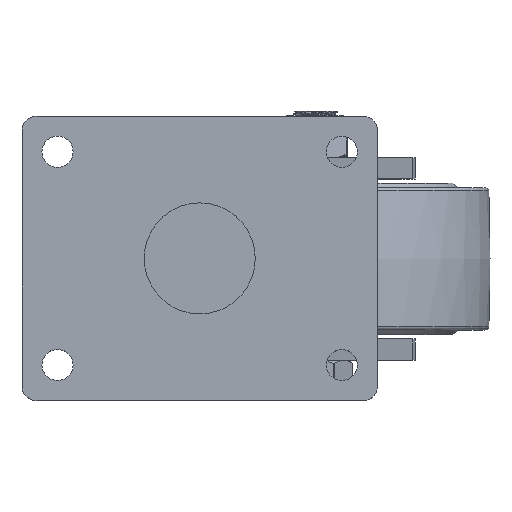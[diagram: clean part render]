
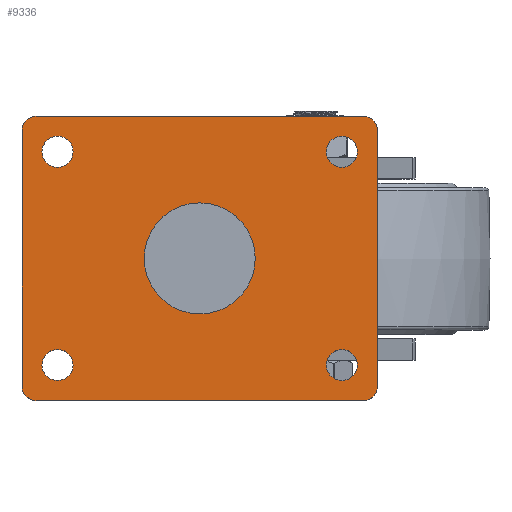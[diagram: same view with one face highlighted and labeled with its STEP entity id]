
A CAD part, top view. The second image highlights one B-rep face of the part: STEP entity #9336.
In plain terms, the highlighted planar face has unit normal (0, 0, 1).
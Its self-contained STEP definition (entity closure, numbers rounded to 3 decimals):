
#426=FACE_BOUND('',#1998,.T.);
#427=FACE_BOUND('',#1999,.T.);
#428=FACE_BOUND('',#2000,.T.);
#429=FACE_BOUND('',#2001,.T.);
#430=FACE_BOUND('',#2002,.T.);
#500=PLANE('',#10132);
#788=CIRCLE('',#10088,8.75);
#790=CIRCLE('',#10091,8.75);
#792=CIRCLE('',#10094,8.75);
#794=CIRCLE('',#10097,8.75);
#807=CIRCLE('',#10115,31.25);
#811=CIRCLE('',#10133,8.);
#812=CIRCLE('',#10134,8.);
#813=CIRCLE('',#10135,8.);
#814=CIRCLE('',#10136,8.);
#1416=FACE_OUTER_BOUND('',#1997,.T.);
#1997=EDGE_LOOP('',(#6493,#6494,#6495,#6496,#6497,#6498,#6499,#6500));
#1998=EDGE_LOOP('',(#6501));
#1999=EDGE_LOOP('',(#6502));
#2000=EDGE_LOOP('',(#6503));
#2001=EDGE_LOOP('',(#6504));
#2002=EDGE_LOOP('',(#6505));
#2998=LINE('',#22170,#3442);
#2999=LINE('',#22174,#3443);
#3000=LINE('',#22178,#3444);
#3001=LINE('',#22181,#3445);
#3442=VECTOR('',#11402,1000.);
#3443=VECTOR('',#11405,1000.);
#3444=VECTOR('',#11408,1000.);
#3445=VECTOR('',#11411,1000.);
#3888=VERTEX_POINT('',#15969);
#3890=VERTEX_POINT('',#15975);
#3892=VERTEX_POINT('',#15981);
#3894=VERTEX_POINT('',#15987);
#3906=VERTEX_POINT('',#16021);
#3964=VERTEX_POINT('',#22166);
#3965=VERTEX_POINT('',#22167);
#3966=VERTEX_POINT('',#22169);
#3967=VERTEX_POINT('',#22171);
#3968=VERTEX_POINT('',#22173);
#3969=VERTEX_POINT('',#22175);
#3970=VERTEX_POINT('',#22177);
#3971=VERTEX_POINT('',#22179);
#4809=EDGE_CURVE('',#3888,#3888,#788,.F.);
#4812=EDGE_CURVE('',#3890,#3890,#790,.F.);
#4815=EDGE_CURVE('',#3892,#3892,#792,.F.);
#4818=EDGE_CURVE('',#3894,#3894,#794,.F.);
#4836=EDGE_CURVE('',#3906,#3906,#807,.T.);
#4931=EDGE_CURVE('',#3964,#3965,#811,.T.);
#4932=EDGE_CURVE('',#3966,#3964,#2998,.T.);
#4933=EDGE_CURVE('',#3967,#3966,#812,.T.);
#4934=EDGE_CURVE('',#3968,#3967,#2999,.T.);
#4935=EDGE_CURVE('',#3969,#3968,#813,.T.);
#4936=EDGE_CURVE('',#3970,#3969,#3000,.T.);
#4937=EDGE_CURVE('',#3971,#3970,#814,.T.);
#4938=EDGE_CURVE('',#3965,#3971,#3001,.T.);
#6493=ORIENTED_EDGE('',*,*,#4931,.F.);
#6494=ORIENTED_EDGE('',*,*,#4932,.F.);
#6495=ORIENTED_EDGE('',*,*,#4933,.F.);
#6496=ORIENTED_EDGE('',*,*,#4934,.F.);
#6497=ORIENTED_EDGE('',*,*,#4935,.F.);
#6498=ORIENTED_EDGE('',*,*,#4936,.F.);
#6499=ORIENTED_EDGE('',*,*,#4937,.F.);
#6500=ORIENTED_EDGE('',*,*,#4938,.F.);
#6501=ORIENTED_EDGE('',*,*,#4836,.F.);
#6502=ORIENTED_EDGE('',*,*,#4818,.T.);
#6503=ORIENTED_EDGE('',*,*,#4812,.T.);
#6504=ORIENTED_EDGE('',*,*,#4809,.T.);
#6505=ORIENTED_EDGE('',*,*,#4815,.T.);
#9336=ADVANCED_FACE('',(#1416,#426,#427,#428,#429,#430),#500,.T.);
#10088=AXIS2_PLACEMENT_3D('',#15970,#11295,#11296);
#10091=AXIS2_PLACEMENT_3D('',#15976,#11302,#11303);
#10094=AXIS2_PLACEMENT_3D('',#15982,#11309,#11310);
#10097=AXIS2_PLACEMENT_3D('',#15988,#11316,#11317);
#10115=AXIS2_PLACEMENT_3D('',#16023,#11357,#11358);
#10132=AXIS2_PLACEMENT_3D('',#22165,#11398,#11399);
#10133=AXIS2_PLACEMENT_3D('',#22168,#11400,#11401);
#10134=AXIS2_PLACEMENT_3D('',#22172,#11403,#11404);
#10135=AXIS2_PLACEMENT_3D('',#22176,#11406,#11407);
#10136=AXIS2_PLACEMENT_3D('',#22180,#11409,#11410);
#11295=DIRECTION('center_axis',(0.,0.,1.));
#11296=DIRECTION('ref_axis',(1.,0.,0.));
#11302=DIRECTION('center_axis',(0.,0.,1.));
#11303=DIRECTION('ref_axis',(1.,0.,0.));
#11309=DIRECTION('center_axis',(0.,0.,1.));
#11310=DIRECTION('ref_axis',(1.,0.,0.));
#11316=DIRECTION('center_axis',(0.,0.,1.));
#11317=DIRECTION('ref_axis',(1.,0.,0.));
#11357=DIRECTION('center_axis',(0.,0.,1.));
#11358=DIRECTION('ref_axis',(1.,0.,0.));
#11398=DIRECTION('center_axis',(0.,0.,1.));
#11399=DIRECTION('ref_axis',(1.,0.,0.));
#11400=DIRECTION('center_axis',(0.,0.,-1.));
#11401=DIRECTION('ref_axis',(-1.,0.,0.));
#11402=DIRECTION('',(0.,1.,0.));
#11403=DIRECTION('center_axis',(0.,0.,-1.));
#11404=DIRECTION('ref_axis',(0.,-1.,0.));
#11405=DIRECTION('',(-1.,0.,0.));
#11406=DIRECTION('center_axis',(0.,0.,-1.));
#11407=DIRECTION('ref_axis',(1.,0.,0.));
#11408=DIRECTION('',(0.,-1.,0.));
#11409=DIRECTION('center_axis',(0.,0.,-1.));
#11410=DIRECTION('ref_axis',(0.,1.,0.));
#11411=DIRECTION('',(1.,0.,0.));
#15969=CARTESIAN_POINT('',(71.25,60.,0.));
#15970=CARTESIAN_POINT('Origin',(80.,60.,0.));
#15975=CARTESIAN_POINT('',(71.25,-60.,0.));
#15976=CARTESIAN_POINT('Origin',(80.,-60.,0.));
#15981=CARTESIAN_POINT('',(-88.75,60.,0.));
#15982=CARTESIAN_POINT('Origin',(-80.,60.,0.));
#15987=CARTESIAN_POINT('',(-88.75,-60.,0.));
#15988=CARTESIAN_POINT('Origin',(-80.,-60.,0.));
#16021=CARTESIAN_POINT('',(-31.25,0.,0.));
#16023=CARTESIAN_POINT('Origin',(0.,0.,0.));
#22165=CARTESIAN_POINT('Origin',(0.,0.,0.));
#22166=CARTESIAN_POINT('',(-100.,72.,0.));
#22167=CARTESIAN_POINT('',(-92.,80.,0.));
#22168=CARTESIAN_POINT('Origin',(-92.,72.,0.));
#22169=CARTESIAN_POINT('',(-100.,-72.,0.));
#22170=CARTESIAN_POINT('',(-100.,-72.,0.));
#22171=CARTESIAN_POINT('',(-92.,-80.,0.));
#22172=CARTESIAN_POINT('Origin',(-92.,-72.,0.));
#22173=CARTESIAN_POINT('',(92.,-80.,0.));
#22174=CARTESIAN_POINT('',(92.,-80.,0.));
#22175=CARTESIAN_POINT('',(100.,-72.,0.));
#22176=CARTESIAN_POINT('Origin',(92.,-72.,0.));
#22177=CARTESIAN_POINT('',(100.,72.,0.));
#22178=CARTESIAN_POINT('',(100.,72.,0.));
#22179=CARTESIAN_POINT('',(92.,80.,0.));
#22180=CARTESIAN_POINT('Origin',(92.,72.,0.));
#22181=CARTESIAN_POINT('',(-92.,80.,0.));
